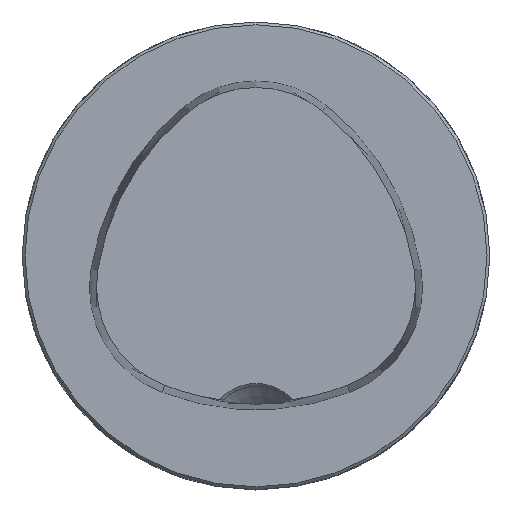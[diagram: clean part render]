
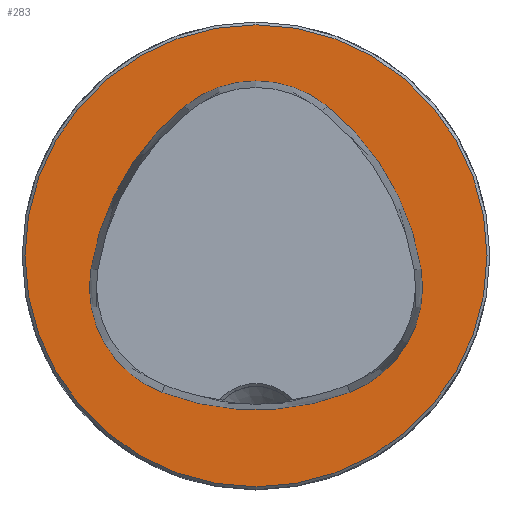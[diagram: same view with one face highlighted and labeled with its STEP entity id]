
A CAD part, top view. The second image highlights one B-rep face of the part: STEP entity #283.
In plain terms, the highlighted planar face has unit normal (0, 0, 1).
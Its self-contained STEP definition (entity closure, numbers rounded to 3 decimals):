
#232=PLANE('',#1011);
#283=ADVANCED_FACE('CU_FL_N1_SU_1',(#368,#369),#232,.T.);
#368=FACE_BOUND('',#417,.T.);
#369=FACE_BOUND('',#418,.T.);
#417=EDGE_LOOP('',(#531,#532,#533,#534,#535,#536));
#418=EDGE_LOOP('',(#537));
#531=ORIENTED_EDGE('',*,*,#776,.F.);
#532=ORIENTED_EDGE('',*,*,#777,.F.);
#533=ORIENTED_EDGE('',*,*,#778,.F.);
#534=ORIENTED_EDGE('',*,*,#779,.F.);
#535=ORIENTED_EDGE('',*,*,#773,.F.);
#536=ORIENTED_EDGE('',*,*,#780,.F.);
#537=ORIENTED_EDGE('',*,*,#781,.T.);
#701=VERTEX_POINT('',#1724);
#702=VERTEX_POINT('',#1726);
#704=VERTEX_POINT('',#1732);
#705=VERTEX_POINT('',#1733);
#706=VERTEX_POINT('',#1735);
#707=VERTEX_POINT('',#1737);
#708=VERTEX_POINT('',#1741);
#773=EDGE_CURVE('',#701,#702,#831,.T.);
#776=EDGE_CURVE('',#704,#705,#833,.T.);
#777=EDGE_CURVE('',#706,#704,#834,.T.);
#778=EDGE_CURVE('',#707,#706,#835,.T.);
#779=EDGE_CURVE('',#702,#707,#836,.T.);
#780=EDGE_CURVE('',#705,#701,#837,.T.);
#781=EDGE_CURVE('',#708,#708,#838,.T.);
#831=CIRCLE('',#1002,28.075);
#833=CIRCLE('',#1005,28.075);
#834=CIRCLE('',#1006,12.075);
#835=CIRCLE('',#1007,28.075);
#836=CIRCLE('',#1008,12.075);
#837=CIRCLE('',#1009,12.075);
#838=CIRCLE('',#1010,24.7);
#1002=AXIS2_PLACEMENT_3D('',#1725,#1181,#1182);
#1005=AXIS2_PLACEMENT_3D('',#1731,#1188,#1189);
#1006=AXIS2_PLACEMENT_3D('',#1734,#1190,#1191);
#1007=AXIS2_PLACEMENT_3D('',#1736,#1192,#1193);
#1008=AXIS2_PLACEMENT_3D('',#1738,#1194,#1195);
#1009=AXIS2_PLACEMENT_3D('',#1739,#1196,#1197);
#1010=AXIS2_PLACEMENT_3D('',#1740,#1198,#1199);
#1011=AXIS2_PLACEMENT_3D('',#1742,#1200,#1201);
#1181=DIRECTION('',(0.,0.,1.));
#1182=DIRECTION('',(1.,0.,0.));
#1188=DIRECTION('',(0.,0.,1.));
#1189=DIRECTION('',(1.,0.,0.));
#1190=DIRECTION('',(0.,0.,1.));
#1191=DIRECTION('',(1.,0.,0.));
#1192=DIRECTION('',(0.,0.,1.));
#1193=DIRECTION('',(1.,0.,0.));
#1194=DIRECTION('',(0.,0.,1.));
#1195=DIRECTION('',(1.,0.,0.));
#1196=DIRECTION('',(0.,0.,1.));
#1197=DIRECTION('',(1.,0.,0.));
#1198=DIRECTION('',(0.,0.,1.));
#1199=DIRECTION('',(1.,0.,0.));
#1200=DIRECTION('',(0.,0.,1.));
#1201=DIRECTION('',(1.,0.,0.));
#1724=CARTESIAN_POINT('',(-10.05,-14.595,0.));
#1725=CARTESIAN_POINT('',(0.,11.62,0.));
#1726=CARTESIAN_POINT('',(10.05,-14.595,0.));
#1731=CARTESIAN_POINT('',(10.078,-5.807,0.));
#1732=CARTESIAN_POINT('',(-7.606,15.999,0.));
#1733=CARTESIAN_POINT('',(-17.656,-1.443,0.));
#1734=CARTESIAN_POINT('',(0.,6.62,0.));
#1735=CARTESIAN_POINT('',(7.606,15.999,0.));
#1736=CARTESIAN_POINT('',(-10.078,-5.807,0.));
#1737=CARTESIAN_POINT('',(17.656,-1.443,0.));
#1738=CARTESIAN_POINT('',(5.727,-3.32,0.));
#1739=CARTESIAN_POINT('',(-5.727,-3.32,0.));
#1740=CARTESIAN_POINT('',(0.,0.,0.));
#1741=CARTESIAN_POINT('',(24.7,0.,0.));
#1742=CARTESIAN_POINT('',(0.,0.,0.));
